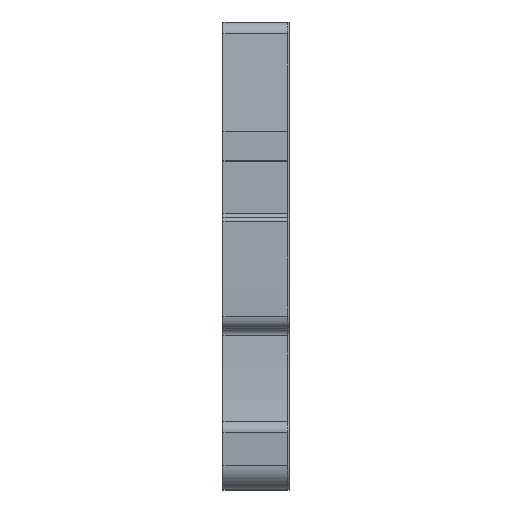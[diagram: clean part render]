
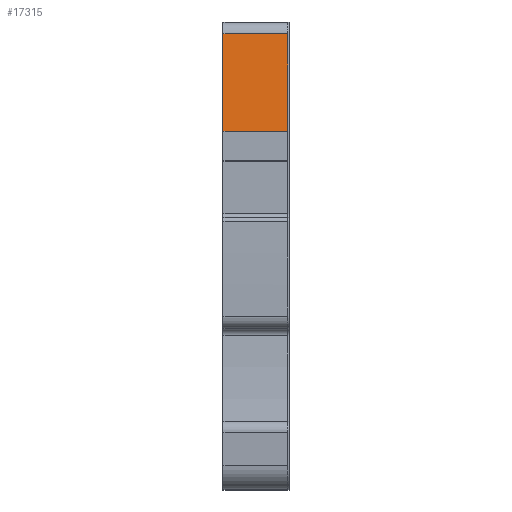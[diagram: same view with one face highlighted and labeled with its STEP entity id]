
A CAD part, front view. The second image highlights one B-rep face of the part: STEP entity #17315.
In plain terms, the highlighted planar face has unit normal (0, -0.996, 0.087).
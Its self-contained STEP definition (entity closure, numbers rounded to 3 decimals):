
#17295=AXIS2_PLACEMENT_3D('Plane Axis2P3D',#17292,#17293,#17294) ;
#14468=CARTESIAN_POINT('Vertex',(0.,1.937,27.7)) ;
#14471=CARTESIAN_POINT('Line Origine',(0.,2.266,31.469)) ;
#14475=CARTESIAN_POINT('Vertex',(0.,2.596,35.237)) ;
#17272=CARTESIAN_POINT('Line Origine',(2.55,2.596,35.237)) ;
#17276=CARTESIAN_POINT('Vertex',(5.,2.596,35.237)) ;
#17292=CARTESIAN_POINT('Axis2P3D Location',(2.8,1.937,27.7)) ;
#17297=CARTESIAN_POINT('Line Origine',(2.5,1.937,27.7)) ;
#17301=CARTESIAN_POINT('Vertex',(5.,1.937,27.7)) ;
#17304=CARTESIAN_POINT('Line Origine',(5.,2.266,31.469)) ;
#14472=DIRECTION('Vector Direction',(0.,0.087,0.996)) ;
#17273=DIRECTION('Vector Direction',(1.,0.,0.)) ;
#17293=DIRECTION('Axis2P3D Direction',(0.,-0.996,0.087)) ;
#17294=DIRECTION('Axis2P3D XDirection',(0.,0.087,0.996)) ;
#17298=DIRECTION('Vector Direction',(-1.,0.,0.)) ;
#17305=DIRECTION('Vector Direction',(0.,0.087,0.996)) ;
#14473=VECTOR('Line Direction',#14472,1.) ;
#17274=VECTOR('Line Direction',#17273,1.) ;
#17299=VECTOR('Line Direction',#17298,1.) ;
#17306=VECTOR('Line Direction',#17305,1.) ;
#17310=ORIENTED_EDGE('',*,*,#17278,.T.) ;
#17311=ORIENTED_EDGE('',*,*,#14477,.F.) ;
#17312=ORIENTED_EDGE('',*,*,#17303,.F.) ;
#17313=ORIENTED_EDGE('',*,*,#17308,.T.) ;
#17315=ADVANCED_FACE('MLD1.1',(#17314),#17296,.T.) ;
#14477=EDGE_CURVE('',#14469,#14476,#14474,.T.) ;
#17278=EDGE_CURVE('',#17277,#14476,#17275,.F.) ;
#17303=EDGE_CURVE('',#17302,#14469,#17300,.T.) ;
#17308=EDGE_CURVE('',#17302,#17277,#17307,.T.) ;
#17309=EDGE_LOOP('',(#17310,#17311,#17312,#17313)) ;
#17314=FACE_OUTER_BOUND('',#17309,.T.) ;
#14474=LINE('Line',#14471,#14473) ;
#17275=LINE('Line',#17272,#17274) ;
#17300=LINE('Line',#17297,#17299) ;
#17307=LINE('Line',#17304,#17306) ;
#17296=PLANE('',#17295) ;
#14469=VERTEX_POINT('',#14468) ;
#14476=VERTEX_POINT('',#14475) ;
#17277=VERTEX_POINT('',#17276) ;
#17302=VERTEX_POINT('',#17301) ;
